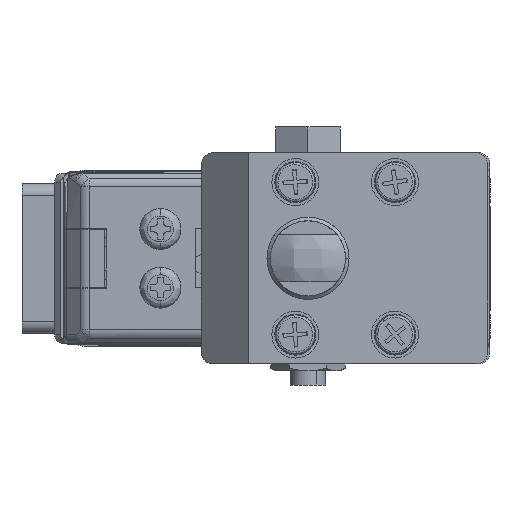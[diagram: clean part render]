
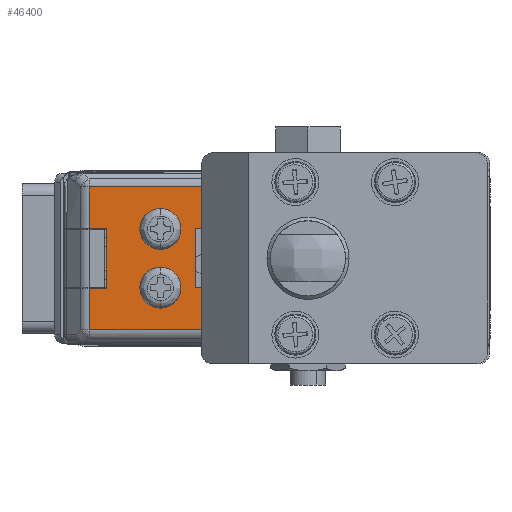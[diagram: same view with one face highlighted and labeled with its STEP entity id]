
A CAD part, left-side view. The second image highlights one B-rep face of the part: STEP entity #46400.
In plain terms, the highlighted face is planar.
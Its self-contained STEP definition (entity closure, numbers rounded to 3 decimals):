
#1332 = EDGE_CURVE ( 'NONE', #44196, #37589, #7646, .T. ) ;
#1773 = EDGE_LOOP ( 'NONE', ( #40956, #80784 ) ) ;
#3407 = VECTOR ( 'NONE', #30294, 1000. ) ;
#4880 = VERTEX_POINT ( 'NONE', #30037 ) ;
#5521 = VECTOR ( 'NONE', #63198, 1000. ) ;
#6908 = PLANE ( 'NONE',  #65721 ) ;
#7646 = CIRCLE ( 'NONE', #79838, 1.75 ) ;
#9224 = CARTESIAN_POINT ( 'NONE',  ( -2.975, -7.5, 22. ) ) ;
#9499 = CARTESIAN_POINT ( 'NONE',  ( -7.5, 6.086, 22. ) ) ;
#10721 = ORIENTED_EDGE ( 'NONE', *, *, #67890, .T. ) ;
#11046 = VECTOR ( 'NONE', #45883, 1000. ) ;
#12034 = EDGE_CURVE ( 'NONE', #4880, #26772, #37343, .T. ) ;
#12112 = ORIENTED_EDGE ( 'NONE', *, *, #75988, .T. ) ;
#12973 = LINE ( 'NONE', #73532, #15957 ) ;
#14206 = DIRECTION ( 'NONE',  ( 0., 0., -1. ) ) ;
#15186 = ORIENTED_EDGE ( 'NONE', *, *, #51529, .T. ) ;
#15957 = VECTOR ( 'NONE', #28380, 1000. ) ;
#16668 = DIRECTION ( 'NONE',  ( 0., 0., -1. ) ) ;
#18702 = LINE ( 'NONE', #69690, #5521 ) ;
#18744 = VERTEX_POINT ( 'NONE', #19376 ) ;
#18819 = CARTESIAN_POINT ( 'NONE',  ( -7.5, -6.086, 22. ) ) ;
#19376 = CARTESIAN_POINT ( 'NONE',  ( -2.975, -2.525, 22. ) ) ;
#19981 = DIRECTION ( 'NONE',  ( 0., 1., 0. ) ) ;
#20511 = CARTESIAN_POINT ( 'NONE',  ( 4.8, -2.55, 22. ) ) ;
#21131 = EDGE_CURVE ( 'NONE', #37364, #29217, #47250, .T. ) ;
#21670 = DIRECTION ( 'NONE',  ( 0., 1., 0. ) ) ;
#22651 = LINE ( 'NONE', #70435, #42880 ) ;
#24602 = VERTEX_POINT ( 'NONE', #33547 ) ;
#24747 = CARTESIAN_POINT ( 'NONE',  ( 0., -2.5, 22. ) ) ;
#25022 = CARTESIAN_POINT ( 'NONE',  ( -1.75, -2.5, 22. ) ) ;
#26772 = VERTEX_POINT ( 'NONE', #83492 ) ;
#27198 = DIRECTION ( 'NONE',  ( 0., -1., 0. ) ) ;
#27453 = FACE_OUTER_BOUND ( 'NONE', #66355, .T. ) ;
#27536 = VECTOR ( 'NONE', #27198, 1000. ) ;
#28380 = DIRECTION ( 'NONE',  ( 0., 1., 0. ) ) ;
#29131 = VECTOR ( 'NONE', #59491, 1000. ) ;
#29184 = LINE ( 'NONE', #40609, #43315 ) ;
#29217 = VERTEX_POINT ( 'NONE', #48866 ) ;
#29820 = AXIS2_PLACEMENT_3D ( 'NONE', #36498, #16668, #35631 ) ;
#30037 = CARTESIAN_POINT ( 'NONE',  ( 4.6, 2.55, 22. ) ) ;
#30294 = DIRECTION ( 'NONE',  ( -1., 0., 0. ) ) ;
#30841 = LINE ( 'NONE', #9224, #69187 ) ;
#31904 = ORIENTED_EDGE ( 'NONE', *, *, #21131, .T. ) ;
#32118 = EDGE_CURVE ( 'NONE', #72942, #54003, #38399, .T. ) ;
#33547 = CARTESIAN_POINT ( 'NONE',  ( -7.5, 6.086, 22. ) ) ;
#34680 = DIRECTION ( 'NONE',  ( -1., 0., 0. ) ) ;
#35631 = DIRECTION ( 'NONE',  ( 1., 0., 0. ) ) ;
#36340 = EDGE_CURVE ( 'NONE', #26772, #52985, #29184, .T. ) ;
#36498 = CARTESIAN_POINT ( 'NONE',  ( 0., 2.5, 22. ) ) ;
#36588 = CARTESIAN_POINT ( 'NONE',  ( -2.975, 2.525, 22. ) ) ;
#36900 = DIRECTION ( 'NONE',  ( 0., 0., -1. ) ) ;
#37343 = LINE ( 'NONE', #52913, #11046 ) ;
#37364 = VERTEX_POINT ( 'NONE', #60637 ) ;
#37589 = VERTEX_POINT ( 'NONE', #25022 ) ;
#37643 = LINE ( 'NONE', #18819, #73986 ) ;
#38399 = CIRCLE ( 'NONE', #29820, 1.75 ) ;
#39144 = CARTESIAN_POINT ( 'NONE',  ( -7.5, -7.5, 22. ) ) ;
#39804 = EDGE_CURVE ( 'NONE', #79862, #44519, #18702, .T. ) ;
#40609 = CARTESIAN_POINT ( 'NONE',  ( 6.086, -7.5, 22. ) ) ;
#40956 = ORIENTED_EDGE ( 'NONE', *, *, #32118, .T. ) ;
#41875 = VERTEX_POINT ( 'NONE', #59650 ) ;
#42880 = VECTOR ( 'NONE', #64233, 1000. ) ;
#43018 = CARTESIAN_POINT ( 'NONE',  ( -1.75, 2.5, 22. ) ) ;
#43315 = VECTOR ( 'NONE', #21670, 1000. ) ;
#43347 = ORIENTED_EDGE ( 'NONE', *, *, #62464, .T. ) ;
#44196 = VERTEX_POINT ( 'NONE', #58943 ) ;
#44519 = VERTEX_POINT ( 'NONE', #36588 ) ;
#45281 = ORIENTED_EDGE ( 'NONE', *, *, #1332, .T. ) ;
#45544 = ORIENTED_EDGE ( 'NONE', *, *, #36340, .T. ) ;
#45669 = EDGE_CURVE ( 'NONE', #54003, #72942, #56867, .T. ) ;
#45883 = DIRECTION ( 'NONE',  ( 1., 0., 0. ) ) ;
#46400 = ADVANCED_FACE ( 'NONE', ( #76950, #53695, #27453 ), #6908, .T. ) ;
#46687 = ORIENTED_EDGE ( 'NONE', *, *, #79359, .T. ) ;
#47250 = LINE ( 'NONE', #20511, #29131 ) ;
#47357 = DIRECTION ( 'NONE',  ( 0., -1., 0. ) ) ;
#48597 = CARTESIAN_POINT ( 'NONE',  ( -7.5, 2.525, 22. ) ) ;
#48695 = DIRECTION ( 'NONE',  ( 0., 0., -1. ) ) ;
#48866 = CARTESIAN_POINT ( 'NONE',  ( 4.6, -2.55, 22. ) ) ;
#48987 = DIRECTION ( 'NONE',  ( 1., 0., 0. ) ) ;
#51529 = EDGE_CURVE ( 'NONE', #41875, #54400, #79038, .T. ) ;
#52913 = CARTESIAN_POINT ( 'NONE',  ( 9., 2.55, 22. ) ) ;
#52928 = CARTESIAN_POINT ( 'NONE',  ( 0., -2.5, 22. ) ) ;
#52985 = VERTEX_POINT ( 'NONE', #55166 ) ;
#53695 = FACE_BOUND ( 'NONE', #1773, .T. ) ;
#54003 = VERTEX_POINT ( 'NONE', #43018 ) ;
#54187 = VECTOR ( 'NONE', #34680, 1000. ) ;
#54400 = VERTEX_POINT ( 'NONE', #68325 ) ;
#55166 = CARTESIAN_POINT ( 'NONE',  ( 6.086, 6.086, 22. ) ) ;
#55208 = CARTESIAN_POINT ( 'NONE',  ( 0., 2.5, 22. ) ) ;
#55271 = EDGE_CURVE ( 'NONE', #64841, #37364, #12973, .T. ) ;
#55990 = CARTESIAN_POINT ( 'NONE',  ( -7.5, -2.525, 22. ) ) ;
#56867 = CIRCLE ( 'NONE', #64621, 1.75 ) ;
#57062 = LINE ( 'NONE', #55990, #3407 ) ;
#58943 = CARTESIAN_POINT ( 'NONE',  ( 1.75, -2.5, 22. ) ) ;
#59336 = ORIENTED_EDGE ( 'NONE', *, *, #55271, .T. ) ;
#59435 = DIRECTION ( 'NONE',  ( 1., 0., 0. ) ) ;
#59491 = DIRECTION ( 'NONE',  ( -1., 0., 0. ) ) ;
#59650 = CARTESIAN_POINT ( 'NONE',  ( -7.5, -2.525, 22. ) ) ;
#60637 = CARTESIAN_POINT ( 'NONE',  ( 6.086, -2.55, 22. ) ) ;
#62464 = EDGE_CURVE ( 'NONE', #24602, #79862, #22651, .T. ) ;
#62667 = VECTOR ( 'NONE', #19981, 1000. ) ;
#63198 = DIRECTION ( 'NONE',  ( 1., 0., 0. ) ) ;
#64049 = DIRECTION ( 'NONE',  ( 1., 0., 0. ) ) ;
#64233 = DIRECTION ( 'NONE',  ( 0., -1., 0. ) ) ;
#64621 = AXIS2_PLACEMENT_3D ( 'NONE', #55208, #48695, #48987 ) ;
#64841 = VERTEX_POINT ( 'NONE', #79357 ) ;
#64890 = DIRECTION ( 'NONE',  ( 1., 0., 0. ) ) ;
#65446 = EDGE_CURVE ( 'NONE', #52985, #24602, #78400, .T. ) ;
#65721 = AXIS2_PLACEMENT_3D ( 'NONE', #39144, #71338, #64049 ) ;
#66355 = EDGE_LOOP ( 'NONE', ( #59336, #31904, #77577, #73634, #45544, #75719, #43347, #72490, #12112, #70322, #15186, #10721 ) ) ;
#66460 = CARTESIAN_POINT ( 'NONE',  ( -7.5, -7.5, 22. ) ) ;
#67890 = EDGE_CURVE ( 'NONE', #54400, #64841, #37643, .T. ) ;
#68325 = CARTESIAN_POINT ( 'NONE',  ( -7.5, -6.086, 22. ) ) ;
#68515 = EDGE_LOOP ( 'NONE', ( #45281, #46687 ) ) ;
#69187 = VECTOR ( 'NONE', #47357, 1000. ) ;
#69690 = CARTESIAN_POINT ( 'NONE',  ( -7.5, 2.525, 22. ) ) ;
#69961 = DIRECTION ( 'NONE',  ( 1., 0., 0. ) ) ;
#70322 = ORIENTED_EDGE ( 'NONE', *, *, #81224, .T. ) ;
#70435 = CARTESIAN_POINT ( 'NONE',  ( -7.5, -7.5, 22. ) ) ;
#70471 = EDGE_CURVE ( 'NONE', #29217, #4880, #83836, .T. ) ;
#70571 = CARTESIAN_POINT ( 'NONE',  ( 4.6, -7.5, 22. ) ) ;
#71338 = DIRECTION ( 'NONE',  ( 0., 0., 1. ) ) ;
#72490 = ORIENTED_EDGE ( 'NONE', *, *, #39804, .T. ) ;
#72942 = VERTEX_POINT ( 'NONE', #75274 ) ;
#73532 = CARTESIAN_POINT ( 'NONE',  ( 6.086, -7.5, 22. ) ) ;
#73619 = AXIS2_PLACEMENT_3D ( 'NONE', #52928, #14206, #59435 ) ;
#73634 = ORIENTED_EDGE ( 'NONE', *, *, #12034, .T. ) ;
#73986 = VECTOR ( 'NONE', #64890, 1000. ) ;
#75274 = CARTESIAN_POINT ( 'NONE',  ( 1.75, 2.5, 22. ) ) ;
#75719 = ORIENTED_EDGE ( 'NONE', *, *, #65446, .T. ) ;
#75988 = EDGE_CURVE ( 'NONE', #44519, #18744, #30841, .T. ) ;
#76950 = FACE_BOUND ( 'NONE', #68515, .T. ) ;
#77577 = ORIENTED_EDGE ( 'NONE', *, *, #70471, .T. ) ;
#78400 = LINE ( 'NONE', #9499, #54187 ) ;
#79038 = LINE ( 'NONE', #66460, #27536 ) ;
#79357 = CARTESIAN_POINT ( 'NONE',  ( 6.086, -6.086, 22. ) ) ;
#79359 = EDGE_CURVE ( 'NONE', #37589, #44196, #79368, .T. ) ;
#79368 = CIRCLE ( 'NONE', #73619, 1.75 ) ;
#79838 = AXIS2_PLACEMENT_3D ( 'NONE', #24747, #36900, #69961 ) ;
#79862 = VERTEX_POINT ( 'NONE', #48597 ) ;
#80784 = ORIENTED_EDGE ( 'NONE', *, *, #45669, .T. ) ;
#81224 = EDGE_CURVE ( 'NONE', #18744, #41875, #57062, .T. ) ;
#83492 = CARTESIAN_POINT ( 'NONE',  ( 6.086, 2.55, 22. ) ) ;
#83836 = LINE ( 'NONE', #70571, #62667 ) ;
